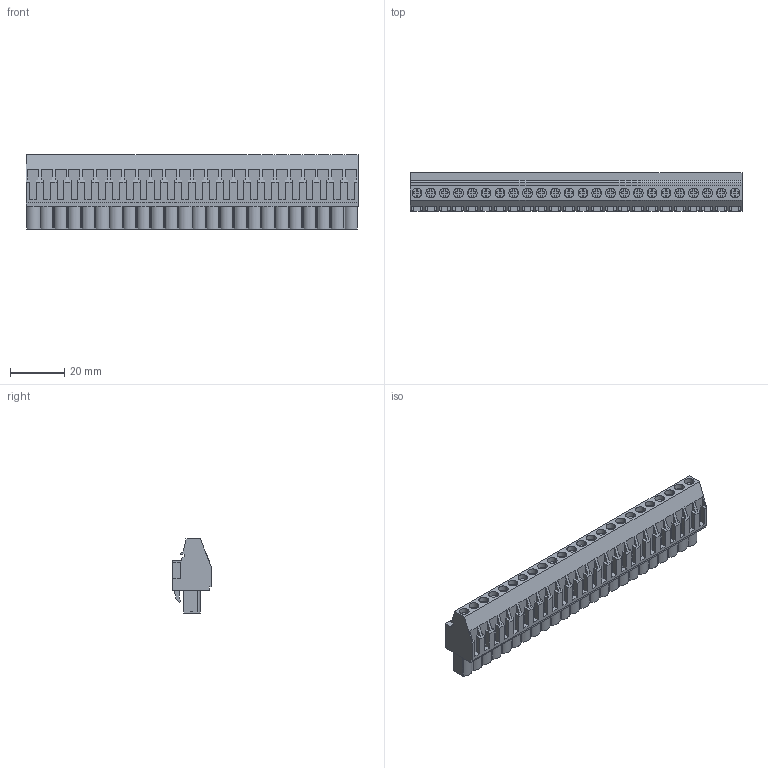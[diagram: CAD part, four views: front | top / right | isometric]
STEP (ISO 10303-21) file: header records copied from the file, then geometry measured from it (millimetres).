
FILE_DESCRIPTION(('CATIA V5 STEP','CAx-IF Rec.Pracs.--- Model Styling and Organization---1.2---2011-12-15'),'2;1');
FILE_NAME ('D1467935_0_1948460000_1948460000.stp','2017-09-08T11:05:51+00:00',('none'),('Weidmueller'),'CATIA Version 5-6 Release 2014','CATIA V5 STEP AP214','none');
FILE_SCHEMA(('AUTOMOTIVE_DESIGN { 1 0 10303 214 1 1 1 1 }'));
Length unit declared in the file: millimetre
Products named in the file (1): 1948460000
Bounding box: 121.92 x 14.1 x 27.2 mm (x, y, z)
Volume: 27745.9 mm3; surface area: 15748.2 mm2
Topology: 25 solids, 25 shells, 1546 faces, 4285 edges, 2888 vertices
Faces by surface type: plane 1330, cylinder 214, extrusion 2
Entity records: 45003 total; most frequent: ORIENTED_EDGE 8570, CARTESIAN_POINT 8034, DIRECTION 5999, EDGE_CURVE 4285, VECTOR 3759, LINE 3757, VERTEX_POINT 2888, EDGE_LOOP 1645
